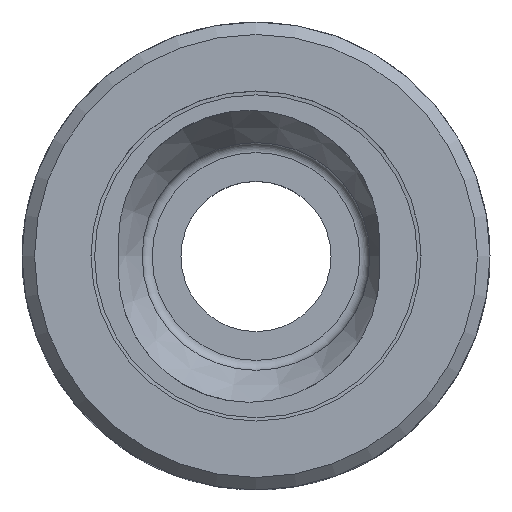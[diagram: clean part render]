
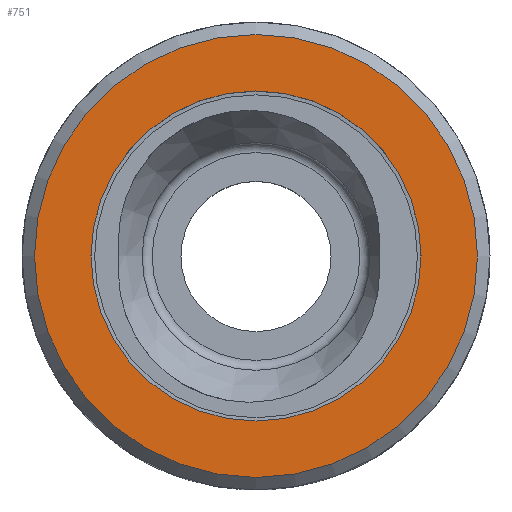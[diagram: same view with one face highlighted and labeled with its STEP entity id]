
A CAD part, top view. The second image highlights one B-rep face of the part: STEP entity #751.
In plain terms, the highlighted planar face has unit normal (0, 0, 1).
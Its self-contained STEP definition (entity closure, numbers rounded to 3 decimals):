
#88=PLANE('',#802);
#131=ORIENTED_EDGE('',*,*,#249,.T.);
#132=ORIENTED_EDGE('',*,*,#261,.F.);
#249=EDGE_CURVE('',#317,#317,#367,.T.);
#261=EDGE_CURVE('',#329,#329,#379,.T.);
#317=VERTEX_POINT('',#1016);
#329=VERTEX_POINT('',#1049);
#367=CIRCLE('',#782,6.594);
#379=CIRCLE('',#803,8.85);
#413=EDGE_LOOP('',(#131));
#414=EDGE_LOOP('',(#132));
#463=FACE_BOUND('',#413,.T.);
#464=FACE_BOUND('',#414,.T.);
#751=ADVANCED_FACE('',(#463,#464),#88,.F.);
#782=AXIS2_PLACEMENT_3D('',#1015,#853,#854);
#802=AXIS2_PLACEMENT_3D('',#1047,#893,#894);
#803=AXIS2_PLACEMENT_3D('',#1048,#895,#896);
#853=DIRECTION('',(0.,0.,-1.));
#854=DIRECTION('',(1.,0.,0.));
#893=DIRECTION('',(0.,0.,-1.));
#894=DIRECTION('',(-1.,0.,0.));
#895=DIRECTION('',(0.,0.,-1.));
#896=DIRECTION('',(-1.,0.,0.));
#1015=CARTESIAN_POINT('',(0.,0.,14.6));
#1016=CARTESIAN_POINT('',(6.594,0.,14.6));
#1047=CARTESIAN_POINT('',(9.35,0.,14.6));
#1048=CARTESIAN_POINT('',(0.,0.,14.6));
#1049=CARTESIAN_POINT('',(-8.85,0.,14.6));
